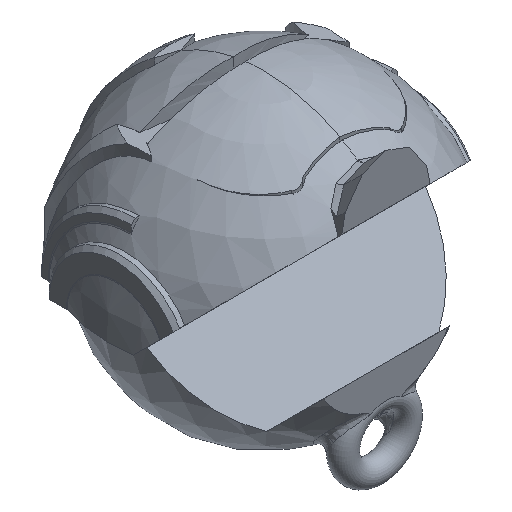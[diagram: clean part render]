
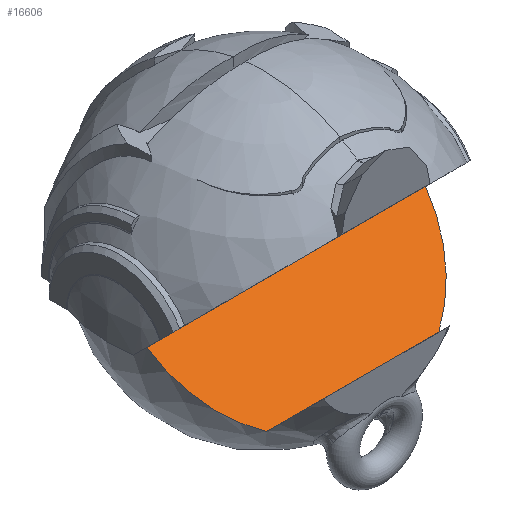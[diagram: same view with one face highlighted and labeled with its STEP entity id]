
A CAD part, isometric view. The second image highlights one B-rep face of the part: STEP entity #16606.
In plain terms, the highlighted planar face has unit normal (0, -0.707, 0.707).
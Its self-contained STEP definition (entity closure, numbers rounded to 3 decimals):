
#1500 = PLANE('',#1501);
#1501 = AXIS2_PLACEMENT_3D('',#1502,#1503,#1504);
#1502 = CARTESIAN_POINT('',(0.,-7.775,
    4.746));
#1503 = DIRECTION('',(0.,-0.707,
    -0.707));
#1504 = DIRECTION('',(0.,0.707,-0.707));
#6641 = VERTEX_POINT('',#6642);
#6642 = CARTESIAN_POINT('',(-17.781,-2.787,
    -0.243));
#6661 = SPHERICAL_SURFACE('',#6662,18.);
#6662 = AXIS2_PLACEMENT_3D('',#6663,#6664,#6665);
#6663 = CARTESIAN_POINT('',(0.,0.,0.));
#6664 = DIRECTION('',(0.,1.,0.));
#6665 = DIRECTION('',(1.,0.,0.));
#6679 = EDGE_CURVE('',#6641,#6680,#6682,.T.);
#6680 = VERTEX_POINT('',#6681);
#6681 = CARTESIAN_POINT('',(17.781,-2.787,
    -0.243));
#6682 = SURFACE_CURVE('',#6683,(#6687,#6694),.PCURVE_S1.);
#6683 = LINE('',#6684,#6685);
#6684 = CARTESIAN_POINT('',(-20.,-2.787,-0.243));
#6685 = VECTOR('',#6686,1.);
#6686 = DIRECTION('',(1.,0.,0.));
#6687 = PCURVE('',#1500,#6688);
#6688 = DEFINITIONAL_REPRESENTATION('',(#6689),#6693);
#6689 = LINE('',#6690,#6691);
#6690 = CARTESIAN_POINT('',(7.055,-20.));
#6691 = VECTOR('',#6692,1.);
#6692 = DIRECTION('',(0.,1.));
#6693 = ( GEOMETRIC_REPRESENTATION_CONTEXT(2) 
PARAMETRIC_REPRESENTATION_CONTEXT() REPRESENTATION_CONTEXT('2D SPACE',''
  ) );
#6694 = PCURVE('',#6695,#6700);
#6695 = PLANE('',#6696);
#6696 = AXIS2_PLACEMENT_3D('',#6697,#6698,#6699);
#6697 = CARTESIAN_POINT('',(0.,-6.451,
    -3.907));
#6698 = DIRECTION('',(0.,-0.707,0.707
    ));
#6699 = DIRECTION('',(0.,0.707,0.707));
#6700 = DEFINITIONAL_REPRESENTATION('',(#6701),#6705);
#6701 = LINE('',#6702,#6703);
#6702 = CARTESIAN_POINT('',(5.182,20.));
#6703 = VECTOR('',#6704,1.);
#6704 = DIRECTION('',(0.,-1.));
#6705 = ( GEOMETRIC_REPRESENTATION_CONTEXT(2) 
PARAMETRIC_REPRESENTATION_CONTEXT() REPRESENTATION_CONTEXT('2D SPACE',''
  ) );
#6724 = SPHERICAL_SURFACE('',#6725,18.);
#6725 = AXIS2_PLACEMENT_3D('',#6726,#6727,#6728);
#6726 = CARTESIAN_POINT('',(0.,0.,0.));
#6727 = DIRECTION('',(0.,1.,0.));
#6728 = DIRECTION('',(-1.,0.,0.));
#14370 = VERTEX_POINT('',#14371);
#14371 = CARTESIAN_POINT('',(10.989,-11.272,
    -8.728));
#14392 = PLANE('',#14393);
#14393 = AXIS2_PLACEMENT_3D('',#14394,#14395,#14396);
#14394 = CARTESIAN_POINT('',(0.,-13.164,
    -6.836));
#14395 = DIRECTION('',(0.,-0.707,
    -0.707));
#14396 = DIRECTION('',(0.,-0.707,0.707));
#14404 = EDGE_CURVE('',#14370,#6680,#14405,.T.);
#14405 = SURFACE_CURVE('',#14406,(#14411,#14424),.PCURVE_S1.);
#14406 = CIRCLE('',#14407,17.91);
#14407 = AXIS2_PLACEMENT_3D('',#14408,#14409,#14410);
#14408 = CARTESIAN_POINT('',(0.,-1.272,1.272));
#14409 = DIRECTION('',(0.,-0.707,0.707));
#14410 = DIRECTION('',(0.,0.707,0.707));
#14411 = PCURVE('',#6724,#14412);
#14412 = DEFINITIONAL_REPRESENTATION('',(#14413),#14423);
#14413 = B_SPLINE_CURVE_WITH_KNOTS('',8,(#14414,#14415,#14416,#14417,
    #14418,#14419,#14420,#14421,#14422),.UNSPECIFIED.,.F.,.F.,(9,9),(
    3.802,4.592),.PIECEWISE_BEZIER_KNOTS.);
#14414 = CARTESIAN_POINT('',(-2.47,-0.677));
#14415 = CARTESIAN_POINT('',(-2.575,-0.622));
#14416 = CARTESIAN_POINT('',(-2.67,-0.562));
#14417 = CARTESIAN_POINT('',(-2.757,-0.498));
#14418 = CARTESIAN_POINT('',(-2.838,-0.432));
#14419 = CARTESIAN_POINT('',(-2.914,-0.364));
#14420 = CARTESIAN_POINT('',(-2.987,-0.295));
#14421 = CARTESIAN_POINT('',(-3.058,-0.225));
#14422 = CARTESIAN_POINT('',(-3.128,-0.155));
#14423 = ( GEOMETRIC_REPRESENTATION_CONTEXT(2) 
PARAMETRIC_REPRESENTATION_CONTEXT() REPRESENTATION_CONTEXT('2D SPACE',''
  ) );
#14424 = PCURVE('',#6695,#14425);
#14425 = DEFINITIONAL_REPRESENTATION('',(#14426),#14430);
#14426 = CIRCLE('',#14427,17.91);
#14427 = AXIS2_PLACEMENT_2D('',#14428,#14429);
#14428 = CARTESIAN_POINT('',(7.324,0.));
#14429 = DIRECTION('',(1.,0.));
#14430 = ( GEOMETRIC_REPRESENTATION_CONTEXT(2) 
PARAMETRIC_REPRESENTATION_CONTEXT() REPRESENTATION_CONTEXT('2D SPACE',''
  ) );
#16606 = ADVANCED_FACE('',(#16607),#6695,.T.);
#16607 = FACE_BOUND('',#16608,.T.);
#16608 = EDGE_LOOP('',(#16609,#16632,#16633,#16634));
#16609 = ORIENTED_EDGE('',*,*,#16610,.T.);
#16610 = EDGE_CURVE('',#16611,#14370,#16613,.T.);
#16611 = VERTEX_POINT('',#16612);
#16612 = CARTESIAN_POINT('',(-10.989,-11.272,
    -8.728));
#16613 = SURFACE_CURVE('',#16614,(#16618,#16625),.PCURVE_S1.);
#16614 = LINE('',#16615,#16616);
#16615 = CARTESIAN_POINT('',(-20.,-11.272,-8.728));
#16616 = VECTOR('',#16617,1.);
#16617 = DIRECTION('',(1.,0.,0.));
#16618 = PCURVE('',#6695,#16619);
#16619 = DEFINITIONAL_REPRESENTATION('',(#16620),#16624);
#16620 = LINE('',#16621,#16622);
#16621 = CARTESIAN_POINT('',(-6.818,20.));
#16622 = VECTOR('',#16623,1.);
#16623 = DIRECTION('',(0.,-1.));
#16624 = ( GEOMETRIC_REPRESENTATION_CONTEXT(2) 
PARAMETRIC_REPRESENTATION_CONTEXT() REPRESENTATION_CONTEXT('2D SPACE',''
  ) );
#16625 = PCURVE('',#14392,#16626);
#16626 = DEFINITIONAL_REPRESENTATION('',(#16627),#16631);
#16627 = LINE('',#16628,#16629);
#16628 = CARTESIAN_POINT('',(-2.675,20.));
#16629 = VECTOR('',#16630,1.);
#16630 = DIRECTION('',(0.,-1.));
#16631 = ( GEOMETRIC_REPRESENTATION_CONTEXT(2) 
PARAMETRIC_REPRESENTATION_CONTEXT() REPRESENTATION_CONTEXT('2D SPACE',''
  ) );
#16632 = ORIENTED_EDGE('',*,*,#14404,.T.);
#16633 = ORIENTED_EDGE('',*,*,#6679,.F.);
#16634 = ORIENTED_EDGE('',*,*,#16635,.F.);
#16635 = EDGE_CURVE('',#16611,#6641,#16636,.T.);
#16636 = SURFACE_CURVE('',#16637,(#16642,#16653),.PCURVE_S1.);
#16637 = CIRCLE('',#16638,17.91);
#16638 = AXIS2_PLACEMENT_3D('',#16639,#16640,#16641);
#16639 = CARTESIAN_POINT('',(0.,-1.272,1.272));
#16640 = DIRECTION('',(0.,0.707,-0.707));
#16641 = DIRECTION('',(0.,0.707,0.707));
#16642 = PCURVE('',#6695,#16643);
#16643 = DEFINITIONAL_REPRESENTATION('',(#16644),#16652);
#16644 = ( BOUNDED_CURVE() B_SPLINE_CURVE(2,(#16645,#16646,#16647,#16648
    ,#16649,#16650,#16651),.UNSPECIFIED.,.F.,.F.) 
B_SPLINE_CURVE_WITH_KNOTS((1,2,2,2,2,1),(-2.094,0.,
    2.094,4.189,6.283,8.378),
.UNSPECIFIED.) CURVE() GEOMETRIC_REPRESENTATION_ITEM() 
RATIONAL_B_SPLINE_CURVE((1.,0.5,1.,0.5,1.,0.5,1.)) REPRESENTATION_ITEM(
  '') );
#16645 = CARTESIAN_POINT('',(25.234,0.));
#16646 = CARTESIAN_POINT('',(25.234,-31.021));
#16647 = CARTESIAN_POINT('',(-1.631,-15.51));
#16648 = CARTESIAN_POINT('',(-28.496,0.));
#16649 = CARTESIAN_POINT('',(-1.631,15.51));
#16650 = CARTESIAN_POINT('',(25.234,31.021));
#16651 = CARTESIAN_POINT('',(25.234,0.));
#16652 = ( GEOMETRIC_REPRESENTATION_CONTEXT(2) 
PARAMETRIC_REPRESENTATION_CONTEXT() REPRESENTATION_CONTEXT('2D SPACE',''
  ) );
#16653 = PCURVE('',#6661,#16654);
#16654 = DEFINITIONAL_REPRESENTATION('',(#16655),#16665);
#16655 = B_SPLINE_CURVE_WITH_KNOTS('',8,(#16656,#16657,#16658,#16659,
    #16660,#16661,#16662,#16663,#16664),.UNSPECIFIED.,.F.,.F.,(9,9),(
    3.802,4.592),.PIECEWISE_BEZIER_KNOTS.);
#16656 = CARTESIAN_POINT('',(2.47,-0.677));
#16657 = CARTESIAN_POINT('',(2.575,-0.622));
#16658 = CARTESIAN_POINT('',(2.67,-0.562));
#16659 = CARTESIAN_POINT('',(2.757,-0.498));
#16660 = CARTESIAN_POINT('',(2.838,-0.432));
#16661 = CARTESIAN_POINT('',(2.914,-0.364));
#16662 = CARTESIAN_POINT('',(2.987,-0.295));
#16663 = CARTESIAN_POINT('',(3.058,-0.225));
#16664 = CARTESIAN_POINT('',(3.128,-0.155));
#16665 = ( GEOMETRIC_REPRESENTATION_CONTEXT(2) 
PARAMETRIC_REPRESENTATION_CONTEXT() REPRESENTATION_CONTEXT('2D SPACE',''
  ) );
